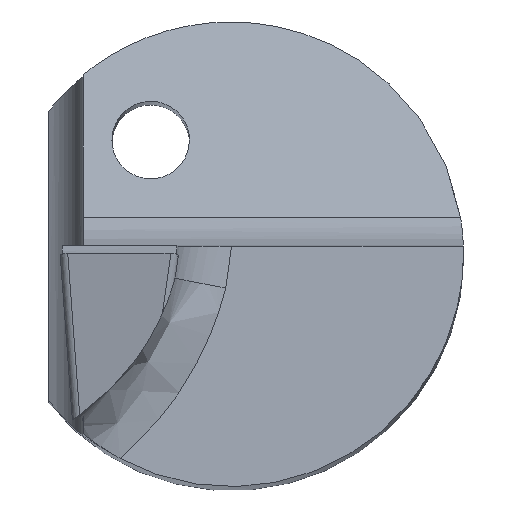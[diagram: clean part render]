
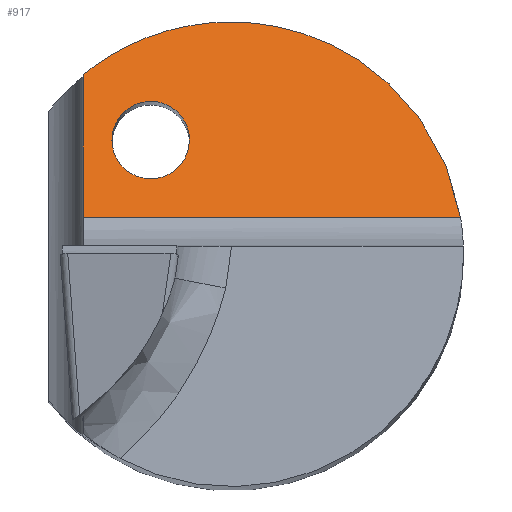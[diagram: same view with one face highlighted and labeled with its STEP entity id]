
A CAD part, top view. The second image highlights one B-rep face of the part: STEP entity #917.
In plain terms, the highlighted planar face has unit normal (0, 0.766, 0.643).
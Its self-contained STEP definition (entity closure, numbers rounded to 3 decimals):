
#2 = PLANE ( 'NONE',  #454 ) ;
#32 = CARTESIAN_POINT ( 'NONE',  ( 0.116, 3.971, 23.843 ) ) ;
#33 = CARTESIAN_POINT ( 'NONE',  ( -0.532, 1.474, 26.818 ) ) ;
#55 = CARTESIAN_POINT ( 'NONE',  ( -1.532, 1.474, 26.818 ) ) ;
#104 = CARTESIAN_POINT ( 'NONE',  ( 2.962, 0.474, 28.01 ) ) ;
#136 = VERTEX_POINT ( 'NONE', #810 ) ;
#147 = DIRECTION ( 'NONE',  ( 0., -0.766, -0.643 ) ) ;
#148 = VERTEX_POINT ( 'NONE', #796 ) ;
#152 = EDGE_CURVE ( 'NONE', #571, #826, #594, .T. ) ;
#153 = DIRECTION ( 'NONE',  ( -1., 0., 0. ) ) ;
#171 = ORIENTED_EDGE ( 'NONE', *, *, #292, .F. ) ;
#178 = ORIENTED_EDGE ( 'NONE', *, *, #152, .T. ) ;
#192 = EDGE_CURVE ( 'NONE', #136, #485, #688, .T. ) ;
#218 = FACE_OUTER_BOUND ( 'NONE', #267, .T. ) ;
#249 =( BOUNDED_CURVE ( )  B_SPLINE_CURVE ( 3, ( #55, #333, #848, #491 ),
 .UNSPECIFIED., .F., .F. ) 
 B_SPLINE_CURVE_WITH_KNOTS ( ( 4, 4 ),
 ( 4.712, 7.854 ),
 .UNSPECIFIED. ) 
 CURVE ( )  GEOMETRIC_REPRESENTATION_ITEM ( )  RATIONAL_B_SPLINE_CURVE ( ( 1., 0.333, 0.333, 1. ) ) 
 REPRESENTATION_ITEM ( '' )  );
#260 = LINE ( 'NONE', #899, #673 ) ;
#267 = EDGE_LOOP ( 'NONE', ( #171, #843, #498 ) ) ;
#277 = CARTESIAN_POINT ( 'NONE',  ( -1.9, 2.322, 25.808 ) ) ;
#292 = EDGE_CURVE ( 'NONE', #136, #148, #811, .T. ) ;
#332 = CARTESIAN_POINT ( 'NONE',  ( -0.532, 0.474, 28.01 ) ) ;
#333 = CARTESIAN_POINT ( 'NONE',  ( -1.532, 2.474, 25.626 ) ) ;
#454 = AXIS2_PLACEMENT_3D ( 'NONE', #506, #147, #582 ) ;
#456 = VECTOR ( 'NONE', #153, 1000. ) ;
#473 = CARTESIAN_POINT ( 'NONE',  ( -1.532, 1.474, 26.818 ) ) ;
#485 = VERTEX_POINT ( 'NONE', #808 ) ;
#491 = CARTESIAN_POINT ( 'NONE',  ( -0.532, 1.474, 26.818 ) ) ;
#495 = EDGE_LOOP ( 'NONE', ( #178, #727 ) ) ;
#496 = CARTESIAN_POINT ( 'NONE',  ( -1.532, 1.474, 26.818 ) ) ;
#498 = ORIENTED_EDGE ( 'NONE', *, *, #624, .T. ) ;
#506 = CARTESIAN_POINT ( 'NONE',  ( 3., 0.474, 28.01 ) ) ;
#550 = CARTESIAN_POINT ( 'NONE',  ( -0.532, 1.474, 26.818 ) ) ;
#571 = VERTEX_POINT ( 'NONE', #33 ) ;
#582 = DIRECTION ( 'NONE',  ( 0., 0.643, -0.766 ) ) ;
#594 =( BOUNDED_CURVE ( )  B_SPLINE_CURVE ( 3, ( #550, #332, #842, #473 ),
 .UNSPECIFIED., .F., .F. ) 
 B_SPLINE_CURVE_WITH_KNOTS ( ( 4, 4 ),
 ( 1.571, 4.712 ),
 .UNSPECIFIED. ) 
 CURVE ( )  GEOMETRIC_REPRESENTATION_ITEM ( )  RATIONAL_B_SPLINE_CURVE ( ( 1., 0.333, 0.333, 1. ) ) 
 REPRESENTATION_ITEM ( '' )  );
#624 = EDGE_CURVE ( 'NONE', #485, #148, #260, .T. ) ;
#640 = CARTESIAN_POINT ( 'NONE',  ( 3., 0.474, 28.01 ) ) ;
#673 = VECTOR ( 'NONE', #913, 1000. ) ;
#680 = CARTESIAN_POINT ( 'NONE',  ( 2.55, 3.046, 24.945 ) ) ;
#688 =( BOUNDED_CURVE ( )  B_SPLINE_CURVE ( 3, ( #104, #680, #32, #277 ),
 .UNSPECIFIED., .F., .F. ) 
 B_SPLINE_CURVE_WITH_KNOTS ( ( 4, 4 ),
 ( 4.871, 6.969 ),
 .UNSPECIFIED. ) 
 CURVE ( )  GEOMETRIC_REPRESENTATION_ITEM ( )  RATIONAL_B_SPLINE_CURVE ( ( 1., 0.666, 0.666, 1. ) ) 
 REPRESENTATION_ITEM ( '' )  );
#727 = ORIENTED_EDGE ( 'NONE', *, *, #756, .T. ) ;
#756 = EDGE_CURVE ( 'NONE', #826, #571, #249, .T. ) ;
#796 = CARTESIAN_POINT ( 'NONE',  ( -1.9, 0.474, 28.01 ) ) ;
#805 = FACE_BOUND ( 'NONE', #495, .T. ) ;
#808 = CARTESIAN_POINT ( 'NONE',  ( -1.9, 2.322, 25.808 ) ) ;
#810 = CARTESIAN_POINT ( 'NONE',  ( 2.962, 0.474, 28.01 ) ) ;
#811 = LINE ( 'NONE', #640, #456 ) ;
#826 = VERTEX_POINT ( 'NONE', #496 ) ;
#842 = CARTESIAN_POINT ( 'NONE',  ( -1.532, 0.474, 28.01 ) ) ;
#843 = ORIENTED_EDGE ( 'NONE', *, *, #192, .T. ) ;
#848 = CARTESIAN_POINT ( 'NONE',  ( -0.532, 2.474, 25.626 ) ) ;
#899 = CARTESIAN_POINT ( 'NONE',  ( -1.9, 5.445, 22.086 ) ) ;
#913 = DIRECTION ( 'NONE',  ( 0., -0.643, 0.766 ) ) ;
#917 = ADVANCED_FACE ( 'NONE', ( #805, #218 ), #2, .F. ) ;
